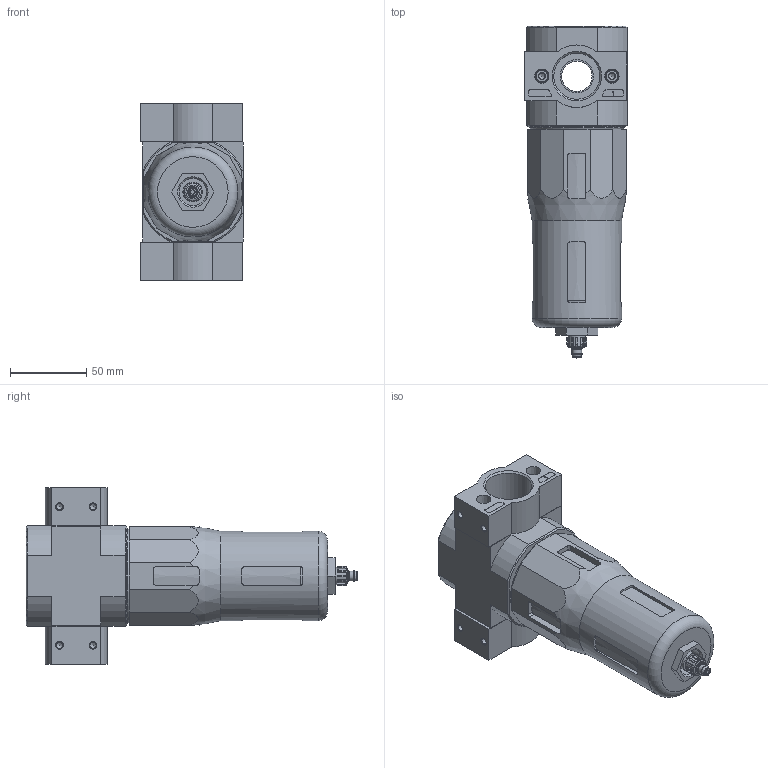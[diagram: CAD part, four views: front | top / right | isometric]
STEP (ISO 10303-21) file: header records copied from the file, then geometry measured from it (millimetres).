
FILE_DESCRIPTION(/* description */ ('STEP AP214'),/* implementation_level */ '2;1');
FILE_NAME(/* name */ '162649_LFMA-1-D-MAXI',/* time_stamp */ '2024-09-03T14:49:33+02:00',/* author */ ('License CC BY-ND 4.0'),/* organization */ ('CADENAS'),/* preprocessor_version */ 'ST-DEVELOPER v19.3',/* originating_system */ 'PARTsolutions',/* authorisation */ ' ');
FILE_SCHEMA (('AUTOMOTIVE_DESIGN {1 0 10303 214 3 1 1}'));
Length unit declared in the file: millimetre
Products named in the file (7): 162649 LFMA-1-D-MAXI; 126044 LFMA-D-MAXI; 380315 PBL-1-D-MAXI-R---(0) p1; DIN-912 - M5x20(F); 373059 LF-D-MAXI; 380313 PBL-1-D-MAXI-L---(1) p1; 648415 LF
Assembly tree (10 placements, depth 2):
  162649 LFMA-1-D-MAXI
    126044 LFMA-D-MAXI
    380315 PBL-1-D-MAXI-R---(0) p1
    DIN-912 - M5x20(F)  x4
    373059 LF-D-MAXI  x2
    380313 PBL-1-D-MAXI-L---(1) p1
    648415 LF
Bounding box: 67.1 x 218 x 116 mm (x, y, z)
Volume: 702894.7 mm3; surface area: 92158.4 mm2
Topology: 10 solids, 10 shells, 496 faces, 1171 edges, 733 vertices
Faces by surface type: plane 252, cylinder 122, cone 105, torus 17
Full cylindrical faces by diameter (mm): 3 x1, 4.134 x8, 5 x4, 5.6 x1, 6.4 x1, 6.8 x1, 7 x4, 7.1 x1, 7.3 x2, 8.5 x4, 9 x1, 11.2 x1, 12.6 x1, 18 x1, 22 x3, 30 x2, 30.291 x2, 58.8 x1, 62 x2
Entity records: 12896 total; most frequent: CARTESIAN_POINT 2475, DIRECTION 1846, ORIENTED_EDGE 1756, EDGE_CURVE 878, AXIS2_PLACEMENT_3D 710, VERTEX_POINT 621, FACE_BOUND 545, EDGE_LOOP 538
